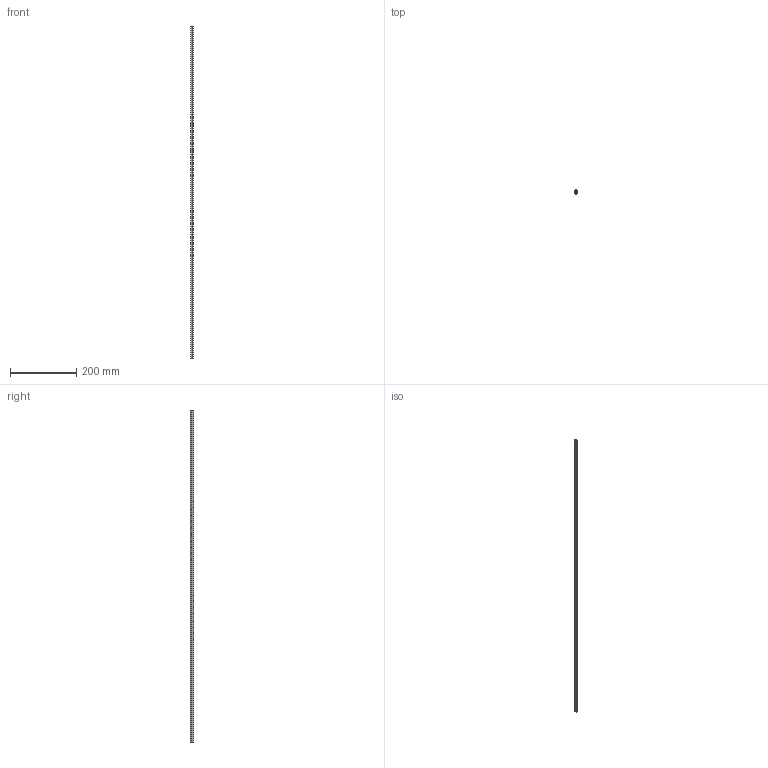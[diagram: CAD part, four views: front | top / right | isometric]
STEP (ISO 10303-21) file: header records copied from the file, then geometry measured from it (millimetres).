
FILE_DESCRIPTION (( 'STEP AP203' ), '1' );
FILE_NAME ('sone3D.STEP', '2013-10-29T00:46:55', ( '' ), ( '' ), 'SwSTEP 2.0', 'SolidWorks 2012', '' );
FILE_SCHEMA (( 'CONFIG_CONTROL_DESIGN' ));
Length unit declared in the file: millimetre
Products named in the file (1): sone3D
Bounding box: 6.5 x 11 x 1000 mm (x, y, z)
Volume: 46455.8 mm3; surface area: 53065.3 mm2
Topology: 1 solids, 1 shells, 23 faces, 63 edges, 42 vertices
Faces by surface type: plane 14, cylinder 9
Entity records: 812 total; most frequent: DIRECTION 129, CARTESIAN_POINT 129, ORIENTED_EDGE 126, EDGE_CURVE 63, VECTOR 45, LINE 45, AXIS2_PLACEMENT_3D 42, VERTEX_POINT 42
